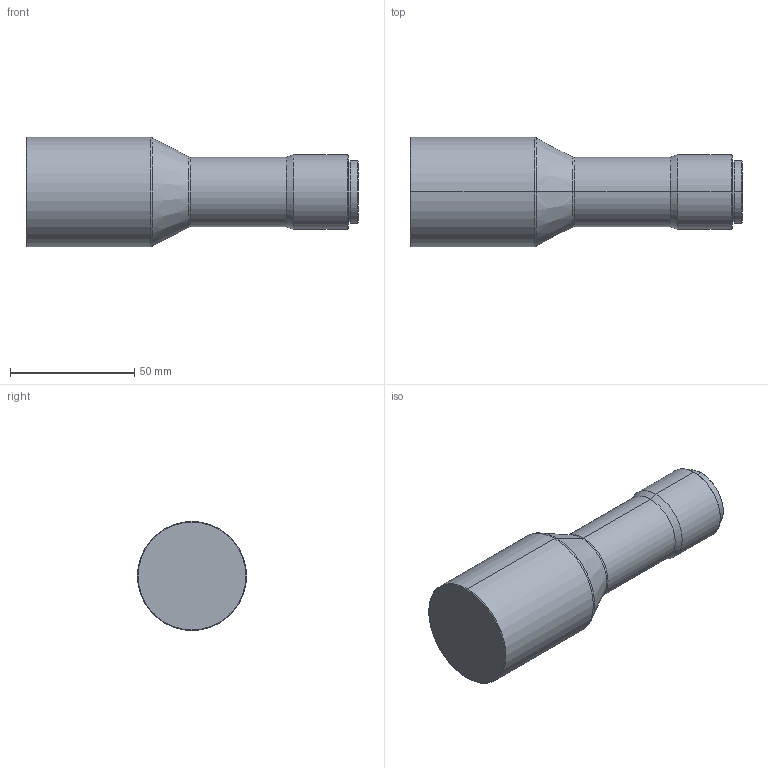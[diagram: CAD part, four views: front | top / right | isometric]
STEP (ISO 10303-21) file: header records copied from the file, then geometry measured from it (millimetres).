
FILE_DESCRIPTION (( 'STEP AP203' ), '1' );
FILE_NAME ('WWK-066-110-110.STEP', '2020-05-13T06:35:38', ( 'Windows 蚚誧' ), ( '' ), 'SwSTEP 2.0', 'SolidWorks 2017', '' );
FILE_SCHEMA (( 'CONFIG_CONTROL_DESIGN' ));
Length unit declared in the file: millimetre
Products named in the file (1): WWK-066-110-110
Bounding box: 133.8 x 44 x 44 mm (x, y, z)
Volume: 136277.2 mm3; surface area: 17294.5 mm2
Topology: 1 solids, 1 shells, 28 faces, 54 edges, 30 vertices
Faces by surface type: cone 10, cylinder 10, torus 4, plane 4
Entity records: 785 total; most frequent: DIRECTION 146, CARTESIAN_POINT 113, ORIENTED_EDGE 108, AXIS2_PLACEMENT_3D 63, EDGE_CURVE 54, CIRCLE 34, EDGE_LOOP 30, VERTEX_POINT 30
